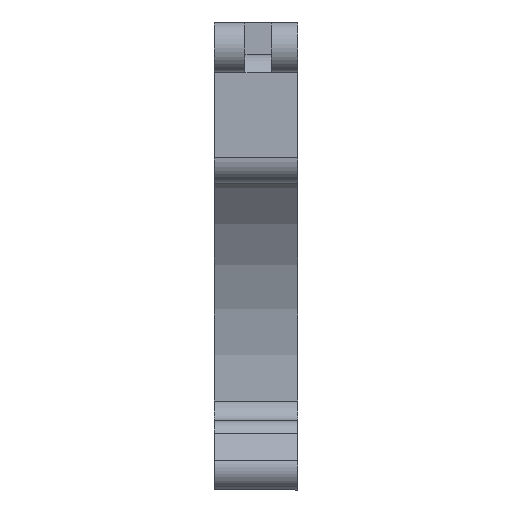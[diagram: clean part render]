
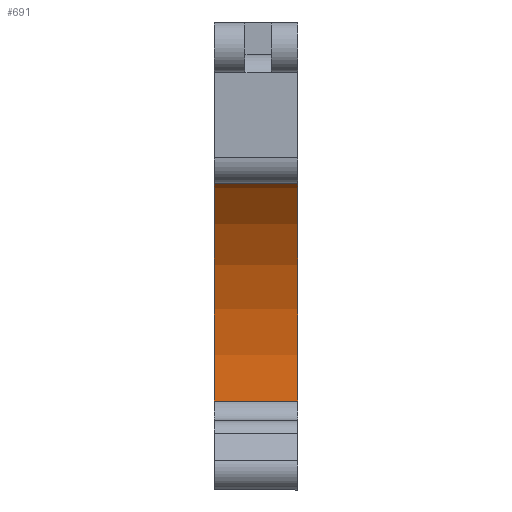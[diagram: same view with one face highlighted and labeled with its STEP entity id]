
A CAD part, left-side view. The second image highlights one B-rep face of the part: STEP entity #691.
In plain terms, the highlighted cylindrical face has radius 32.892 mm (diameter 65.783 mm), a partial arc.
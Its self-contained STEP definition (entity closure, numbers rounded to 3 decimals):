
#69=FACE_OUTER_BOUND('',#109,.T.);
#109=EDGE_LOOP('',(#591,#592,#593,#594));
#120=LINE('',#995,#185);
#177=LINE('',#1169,#242);
#185=VECTOR('',#790,10.);
#242=VECTOR('',#963,10.);
#253=CIRCLE('',#721,32.892);
#280=CIRCLE('',#772,32.892);
#283=VERTEX_POINT('',#988);
#286=VERTEX_POINT('',#993);
#293=VERTEX_POINT('',#1015);
#345=VERTEX_POINT('',#1167);
#352=EDGE_CURVE('',#286,#283,#120,.T.);
#362=EDGE_CURVE('',#283,#293,#253,.T.);
#438=EDGE_CURVE('',#345,#286,#280,.T.);
#439=EDGE_CURVE('',#293,#345,#177,.T.);
#591=ORIENTED_EDGE('',*,*,#352,.F.);
#592=ORIENTED_EDGE('',*,*,#438,.F.);
#593=ORIENTED_EDGE('',*,*,#439,.F.);
#594=ORIENTED_EDGE('',*,*,#362,.F.);
#660=CYLINDRICAL_SURFACE('',#771,32.892);
#691=ADVANCED_FACE('',(#69),#660,.F.);
#721=AXIS2_PLACEMENT_3D('',#1016,#810,#811);
#771=AXIS2_PLACEMENT_3D('',#1166,#959,#960);
#772=AXIS2_PLACEMENT_3D('',#1168,#961,#962);
#790=DIRECTION('',(0.,1.,0.));
#810=DIRECTION('center_axis',(0.,-1.,0.));
#811=DIRECTION('ref_axis',(0.988,0.,-0.152));
#959=DIRECTION('center_axis',(0.,-1.,0.));
#960=DIRECTION('ref_axis',(0.988,0.,-0.152));
#961=DIRECTION('center_axis',(0.,1.,0.));
#962=DIRECTION('ref_axis',(0.988,0.,-0.152));
#963=DIRECTION('',(0.,-1.,0.));
#988=CARTESIAN_POINT('',(104.366,-47.897,22.295));
#993=CARTESIAN_POINT('',(104.366,-57.697,22.295));
#995=CARTESIAN_POINT('',(104.366,-52.797,22.295));
#1015=CARTESIAN_POINT('',(81.969,-47.897,56.203));
#1016=CARTESIAN_POINT('Origin',(71.585,-47.897,24.994));
#1166=CARTESIAN_POINT('Origin',(71.585,-52.797,24.994));
#1167=CARTESIAN_POINT('',(81.969,-57.697,56.203));
#1168=CARTESIAN_POINT('Origin',(71.585,-57.697,24.994));
#1169=CARTESIAN_POINT('',(81.969,-52.797,56.203));
